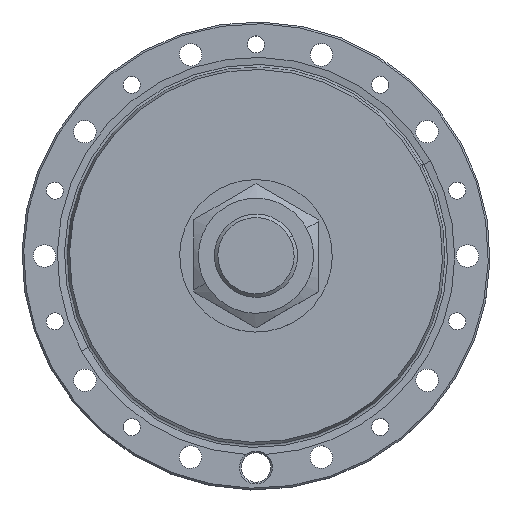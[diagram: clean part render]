
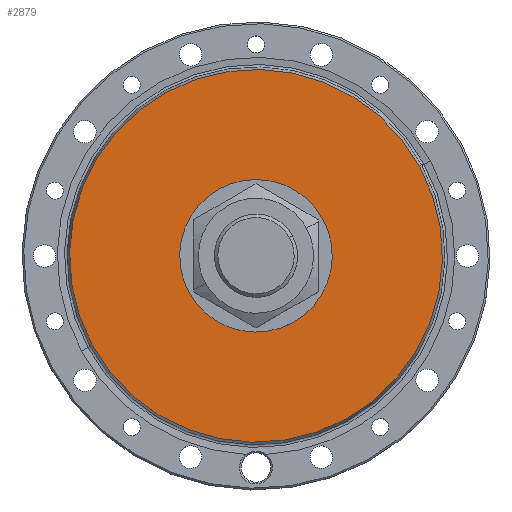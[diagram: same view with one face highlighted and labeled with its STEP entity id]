
A CAD part, top view. The second image highlights one B-rep face of the part: STEP entity #2879.
In plain terms, the highlighted planar face has unit normal (0, 0, 1).
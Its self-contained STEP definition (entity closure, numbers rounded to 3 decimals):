
#2816=AXIS2_PLACEMENT_3D('Circle Axis2P3D',#2814,#2815,$) ;
#2842=AXIS2_PLACEMENT_3D('Circle Axis2P3D',#2840,#2841,$) ;
#2855=AXIS2_PLACEMENT_3D('Plane Axis2P3D',#2852,#2853,#2854) ;
#2863=AXIS2_PLACEMENT_3D('Circle Axis2P3D',#2861,#2862,$) ;
#2872=AXIS2_PLACEMENT_3D('Circle Axis2P3D',#2870,#2871,$) ;
#2814=CARTESIAN_POINT('Axis2P3D Location',(0.,0.,34.)) ;
#2818=CARTESIAN_POINT('Vertex',(-47.189,-25.78,34.)) ;
#2820=CARTESIAN_POINT('Vertex',(47.189,25.78,34.)) ;
#2840=CARTESIAN_POINT('Axis2P3D Location',(0.,0.,34.)) ;
#2852=CARTESIAN_POINT('Axis2P3D Location',(53.772,0.,34.)) ;
#2861=CARTESIAN_POINT('Axis2P3D Location',(0.,0.,34.)) ;
#2865=CARTESIAN_POINT('Vertex',(19.307,10.547,34.)) ;
#2867=CARTESIAN_POINT('Vertex',(-19.307,-10.547,34.)) ;
#2870=CARTESIAN_POINT('Axis2P3D Location',(0.,0.,34.)) ;
#2815=DIRECTION('Axis2P3D Direction',(0.,0.,-1.)) ;
#2841=DIRECTION('Axis2P3D Direction',(0.,0.,-1.)) ;
#2853=DIRECTION('Axis2P3D Direction',(0.,0.,1.)) ;
#2854=DIRECTION('Axis2P3D XDirection',(1.,0.,0.)) ;
#2862=DIRECTION('Axis2P3D Direction',(0.,0.,1.)) ;
#2871=DIRECTION('Axis2P3D Direction',(0.,0.,1.)) ;
#2858=ORIENTED_EDGE('',*,*,#2822,.T.) ;
#2859=ORIENTED_EDGE('',*,*,#2844,.T.) ;
#2876=ORIENTED_EDGE('',*,*,#2869,.F.) ;
#2877=ORIENTED_EDGE('',*,*,#2874,.F.) ;
#2878=FACE_BOUND('',#2875,.T.) ;
#2879=ADVANCED_FACE('F3_ZYLINDERSPANNFLANSCH_MCP_80_C_1211492_TUENKERS',(#2860,#2878),#2856,.T.) ;
#2817=CIRCLE('generated circle',#2816,53.772) ;
#2843=CIRCLE('generated circle',#2842,53.772) ;
#2864=CIRCLE('generated circle',#2863,22.) ;
#2873=CIRCLE('generated circle',#2872,22.) ;
#2822=EDGE_CURVE('',#2819,#2821,#2817,.F.) ;
#2844=EDGE_CURVE('',#2821,#2819,#2843,.F.) ;
#2869=EDGE_CURVE('',#2866,#2868,#2864,.T.) ;
#2874=EDGE_CURVE('',#2868,#2866,#2873,.T.) ;
#2857=EDGE_LOOP('',(#2858,#2859)) ;
#2875=EDGE_LOOP('',(#2876,#2877)) ;
#2860=FACE_OUTER_BOUND('',#2857,.T.) ;
#2856=PLANE('Plane',#2855) ;
#2819=VERTEX_POINT('',#2818) ;
#2821=VERTEX_POINT('',#2820) ;
#2866=VERTEX_POINT('',#2865) ;
#2868=VERTEX_POINT('',#2867) ;
